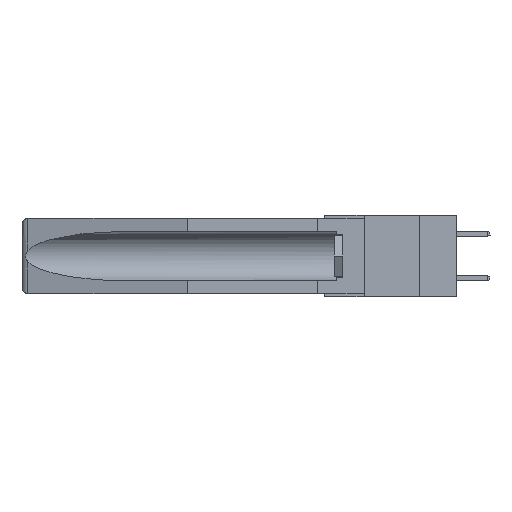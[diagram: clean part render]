
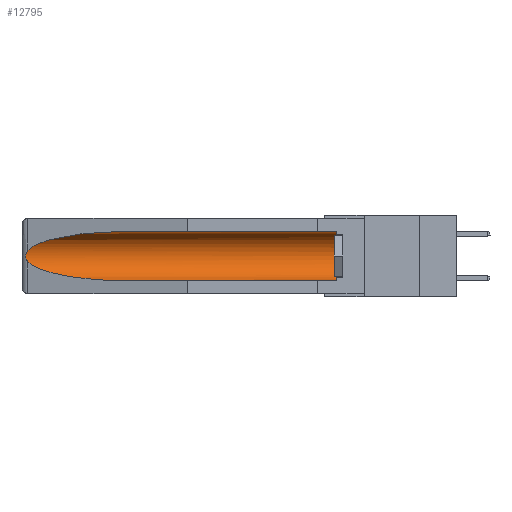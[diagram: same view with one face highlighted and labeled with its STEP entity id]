
A CAD part, left-side view. The second image highlights one B-rep face of the part: STEP entity #12795.
In plain terms, the highlighted cylindrical face has radius 2.857 mm (diameter 5.715 mm), a partial arc.
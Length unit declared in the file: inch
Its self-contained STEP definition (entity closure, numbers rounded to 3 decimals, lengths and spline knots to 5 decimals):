
#68 = EDGE_CURVE ( 'NONE', #2650, #12106, #13445, .T. ) ;
#351 = DIRECTION ( 'NONE',  ( 0., 0., 1. ) ) ;
#642 = DIRECTION ( 'NONE',  ( 0., -1., 0. ) ) ;
#1489 = VECTOR ( 'NONE', #5078, 39.37008 ) ;
#1972 = CARTESIAN_POINT ( 'NONE',  ( 0.26537, 1.52718, -0.14972 ) ) ;
#2103 = FACE_OUTER_BOUND ( 'NONE', #28909, .T. ) ;
#2264 = CARTESIAN_POINT ( 'NONE',  ( 0.155, 1.07973, -0.284 ) ) ;
#2366 = CARTESIAN_POINT ( 'NONE',  ( 0.25451, 1.48313, -0.24835 ) ) ;
#2650 = VERTEX_POINT ( 'NONE', #25262 ) ;
#3513 = CARTESIAN_POINT ( 'NONE',  ( 0.155, 1.07973, -0.059 ) ) ;
#3909 = CARTESIAN_POINT ( 'NONE',  ( 0.25451, 1.48313, -0.09465 ) ) ;
#4423 = CARTESIAN_POINT ( 'NONE',  ( 0.155, -0.30754, -0.059 ) ) ;
#4459 = CARTESIAN_POINT ( 'NONE',  ( 0.26537, 1.52718, -0.19328 ) ) ;
#4529 = DIRECTION ( 'NONE',  ( 0., 1., 0. ) ) ;
#5078 = DIRECTION ( 'NONE',  ( 0., 1., 0. ) ) ;
#5629 = CYLINDRICAL_SURFACE ( 'NONE', #15871, 0.1125 ) ;
#6079 = CARTESIAN_POINT ( 'NONE',  ( 0.26654, 1.53092, -0.15636 ) ) ;
#7021 = CIRCLE ( 'NONE', #12865, 0.1125 ) ;
#7144 = CARTESIAN_POINT ( 'NONE',  ( 0.155, 1.07973, -0.284 ) ) ;
#7538 = CARTESIAN_POINT ( 'NONE',  ( 0.26537, 1.52718, -0.14972 ) ) ;
#7600 = DIRECTION ( 'NONE',  ( 0., 0., 1. ) ) ;
#8696 = ORIENTED_EDGE ( 'NONE', *, *, #19204, .T. ) ;
#8970 = CARTESIAN_POINT ( 'NONE',  ( 0.21114, 1.30732, -0.284 ) ) ;
#9706 = CARTESIAN_POINT ( 'NONE',  ( 0.155, 0.126, -0.1715 ) ) ;
#10118 = CARTESIAN_POINT ( 'NONE',  ( 0.155, 0.126, -0.284 ) ) ;
#10605 = VECTOR ( 'NONE', #4529, 39.37008 ) ;
#11039 = CARTESIAN_POINT ( 'NONE',  ( 0.26655, 1.53094, -0.18657 ) ) ;
#11402 = ORIENTED_EDGE ( 'NONE', *, *, #25714, .F. ) ;
#11613 = B_SPLINE_CURVE_WITH_KNOTS ( 'NONE', 3,
 ( #1972, #13436, #6079, #20108, #27021, #29337, #22377, #11039, #24758, #15684 ),
 .UNSPECIFIED., .F., .F.,
 ( 4, 2, 2, 2, 4 ),
 ( 0., 0.00029, 0.00058, 0.00087, 0.00117 ),
 .UNSPECIFIED. ) ;
#12106 = VERTEX_POINT ( 'NONE', #7144 ) ;
#12663 = CARTESIAN_POINT ( 'NONE',  ( 0.21114, 1.30732, -0.059 ) ) ;
#12795 = ADVANCED_FACE ( 'NONE', ( #2103 ), #5629, .F. ) ;
#12865 = AXIS2_PLACEMENT_3D ( 'NONE', #9706, #642, #351 ) ;
#13436 = CARTESIAN_POINT ( 'NONE',  ( 0.26597, 1.52961, -0.15275 ) ) ;
#13445 =( BOUNDED_CURVE ( )  B_SPLINE_CURVE ( 3, ( #4459, #2366, #8970, #2264 ),
 .UNSPECIFIED., .F., .F. ) 
 B_SPLINE_CURVE_WITH_KNOTS ( ( 4, 4 ),
 ( 0.1948, 1.5708 ),
 .UNSPECIFIED. ) 
 CURVE ( )  GEOMETRIC_REPRESENTATION_ITEM ( )  RATIONAL_B_SPLINE_CURVE ( ( 1., 0.848, 0.848, 1. ) ) 
 REPRESENTATION_ITEM ( '' )  );
#13589 = VERTEX_POINT ( 'NONE', #14607 ) ;
#13691 = EDGE_CURVE ( 'NONE', #26970, #2650, #11613, .T. ) ;
#14607 = CARTESIAN_POINT ( 'NONE',  ( 0.155, 0.126, -0.059 ) ) ;
#15684 = CARTESIAN_POINT ( 'NONE',  ( 0.26537, 1.52718, -0.19328 ) ) ;
#15743 = VERTEX_POINT ( 'NONE', #10118 ) ;
#15871 = AXIS2_PLACEMENT_3D ( 'NONE', #23587, #19069, #7600 ) ;
#19069 = DIRECTION ( 'NONE',  ( 0., 1., 0. ) ) ;
#19204 = EDGE_CURVE ( 'NONE', #15743, #13589, #7021, .T. ) ;
#19740 = CARTESIAN_POINT ( 'NONE',  ( 0.26537, 1.52718, -0.14972 ) ) ;
#20050 = VERTEX_POINT ( 'NONE', #29121 ) ;
#20108 = CARTESIAN_POINT ( 'NONE',  ( 0.2673, 1.5327, -0.16383 ) ) ;
#21562 = ORIENTED_EDGE ( 'NONE', *, *, #23006, .T. ) ;
#22377 = CARTESIAN_POINT ( 'NONE',  ( 0.2673, 1.53269, -0.17917 ) ) ;
#23006 = EDGE_CURVE ( 'NONE', #20050, #26970, #28201, .T. ) ;
#23346 = ORIENTED_EDGE ( 'NONE', *, *, #13691, .T. ) ;
#23587 = CARTESIAN_POINT ( 'NONE',  ( 0.155, -0.30754, -0.1715 ) ) ;
#23985 = ORIENTED_EDGE ( 'NONE', *, *, #68, .T. ) ;
#24758 = CARTESIAN_POINT ( 'NONE',  ( 0.26597, 1.5296, -0.19026 ) ) ;
#25153 = LINE ( 'NONE', #4423, #10605 ) ;
#25262 = CARTESIAN_POINT ( 'NONE',  ( 0.26537, 1.52718, -0.19328 ) ) ;
#25714 = EDGE_CURVE ( 'NONE', #15743, #12106, #26292, .T. ) ;
#26292 = LINE ( 'NONE', #27664, #1489 ) ;
#26737 = EDGE_CURVE ( 'NONE', #13589, #20050, #25153, .T. ) ;
#26970 = VERTEX_POINT ( 'NONE', #7538 ) ;
#27021 = CARTESIAN_POINT ( 'NONE',  ( 0.2675, 1.53308, -0.16763 ) ) ;
#27446 = ORIENTED_EDGE ( 'NONE', *, *, #26737, .T. ) ;
#27664 = CARTESIAN_POINT ( 'NONE',  ( 0.155, -0.30754, -0.284 ) ) ;
#28201 =( BOUNDED_CURVE ( )  B_SPLINE_CURVE ( 3, ( #3513, #12663, #3909, #19740 ),
 .UNSPECIFIED., .F., .F. ) 
 B_SPLINE_CURVE_WITH_KNOTS ( ( 4, 4 ),
 ( 4.71239, 6.08839 ),
 .UNSPECIFIED. ) 
 CURVE ( )  GEOMETRIC_REPRESENTATION_ITEM ( )  RATIONAL_B_SPLINE_CURVE ( ( 1., 0.848, 0.848, 1. ) ) 
 REPRESENTATION_ITEM ( '' )  );
#28909 = EDGE_LOOP ( 'NONE', ( #21562, #23346, #23985, #11402, #8696, #27446 ) ) ;
#29121 = CARTESIAN_POINT ( 'NONE',  ( 0.155, 1.07973, -0.059 ) ) ;
#29337 = CARTESIAN_POINT ( 'NONE',  ( 0.2675, 1.53308, -0.17534 ) ) ;
